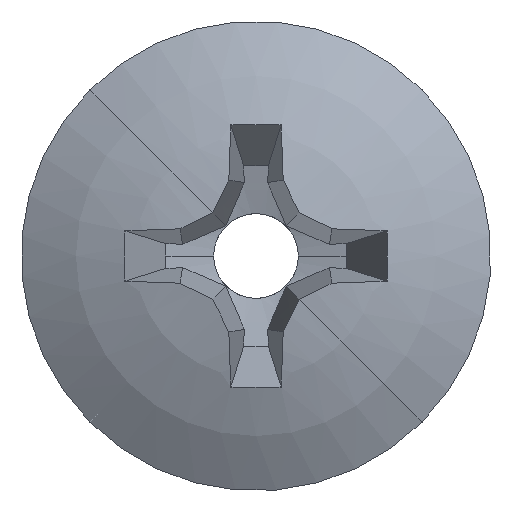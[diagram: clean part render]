
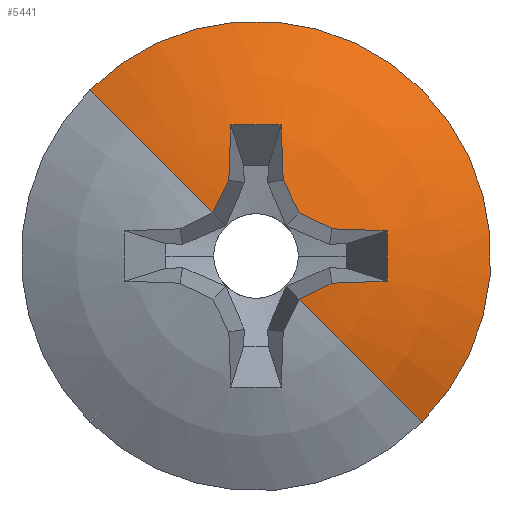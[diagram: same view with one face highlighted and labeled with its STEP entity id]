
A CAD part, left-side view. The second image highlights one B-rep face of the part: STEP entity #5441.
In plain terms, the highlighted spherical face has radius 3.842 mm.
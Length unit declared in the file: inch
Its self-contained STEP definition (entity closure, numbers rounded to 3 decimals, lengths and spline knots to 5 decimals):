
#2332=CARTESIAN_POINT('',(0.09326,0.,0.));
#2333=DIRECTION('',(0.,0.,-1.));
#2334=DIRECTION('',(-0.847,-0.532,0.));
#2335=AXIS2_PLACEMENT_3D('',#2332,#2333,#2334);
#2342=CARTESIAN_POINT('',(0.09326,0.,0.));
#2343=DIRECTION('',(0.,0.,1.));
#2344=DIRECTION('',(-0.847,0.532,0.));
#2345=AXIS2_PLACEMENT_3D('',#2342,#2343,#2344);
#2473=CARTESIAN_POINT('',(-0.05544,-0.02502,
0.01187));
#2474=CARTESIAN_POINT('',(-0.05551,-0.02485,
0.01136));
#2475=CARTESIAN_POINT('',(-0.05565,-0.0245,
0.01034));
#2476=CARTESIAN_POINT('',(-0.05583,-0.02398,
0.00884));
#2477=CARTESIAN_POINT('',(-0.05599,-0.02346,
0.00734));
#2478=CARTESIAN_POINT('',(-0.05614,-0.02295,
0.00586));
#2479=CARTESIAN_POINT('',(-0.05627,-0.02243,
0.00439));
#2480=CARTESIAN_POINT('',(-0.05638,-0.02192,
0.00293));
#2481=CARTESIAN_POINT('',(-0.05647,-0.0214,
0.00147));
#2482=CARTESIAN_POINT('',(-0.05653,-0.02106,
0.00049));
#2483=CARTESIAN_POINT('',(-0.05655,-0.02088,0.));
#2485=CARTESIAN_POINT('',(0.0911,0.00973,
0.00973));
#2486=DIRECTION('',(-0.155,0.699,0.699));
#2487=DIRECTION('',(-0.973,-0.231,0.014));
#2488=AXIS2_PLACEMENT_3D('',#2485,#2486,#2487);
#2490=CARTESIAN_POINT('',(0.08185,0.0159,
-0.0159));
#2491=DIRECTION('',(-0.453,0.631,-0.631));
#2492=DIRECTION('',(-0.89,-0.36,0.279));
#2493=AXIS2_PLACEMENT_3D('',#2490,#2491,#2492);
#2495=CARTESIAN_POINT('',(0.0911,-0.00973,
-0.00973));
#2496=DIRECTION('',(0.155,0.699,0.699));
#2497=DIRECTION('',(-0.973,-0.014,0.231));
#2498=AXIS2_PLACEMENT_3D('',#2495,#2496,#2497);
#2500=CARTESIAN_POINT('',(-0.05655,0.,0.02088));
#2501=CARTESIAN_POINT('',(-0.05649,-0.00129,
0.02134));
#2502=CARTESIAN_POINT('',(-0.05632,-0.00385,
0.02225));
#2503=CARTESIAN_POINT('',(-0.05598,-0.00761,
0.02356));
#2504=CARTESIAN_POINT('',(-0.05564,-0.01041,
0.02452));
#2505=CARTESIAN_POINT('',(-0.05544,-0.01187,
0.02502));
#2507=CARTESIAN_POINT('',(-0.05544,0.01187,
0.02502));
#2508=CARTESIAN_POINT('',(-0.05564,0.0104,
0.02452));
#2509=CARTESIAN_POINT('',(-0.05598,0.00759,
0.02355));
#2510=CARTESIAN_POINT('',(-0.05633,0.00382,
0.02224));
#2511=CARTESIAN_POINT('',(-0.05649,0.00127,
0.02133));
#2512=CARTESIAN_POINT('',(-0.05655,0.,0.02088));
#2514=CARTESIAN_POINT('',(0.0911,0.00973,
-0.00973));
#2515=DIRECTION('',(0.155,-0.699,0.699));
#2516=DIRECTION('',(-0.943,0.106,0.316));
#2517=AXIS2_PLACEMENT_3D('',#2514,#2515,#2516);
#2519=CARTESIAN_POINT('',(0.08185,-0.0159,
-0.0159));
#2520=DIRECTION('',(0.453,0.631,0.631));
#2521=DIRECTION('',(-0.89,0.36,0.279));
#2522=AXIS2_PLACEMENT_3D('',#2519,#2520,#2521);
#2524=CARTESIAN_POINT('',(0.0911,-0.00973,
0.00973));
#2525=DIRECTION('',(0.155,0.699,-0.699));
#2526=DIRECTION('',(-0.973,0.231,0.014));
#2527=AXIS2_PLACEMENT_3D('',#2524,#2525,#2526);
#2529=CARTESIAN_POINT('',(-0.05655,0.02088,0.));
#2530=CARTESIAN_POINT('',(-0.05652,0.0211,
0.00062));
#2531=CARTESIAN_POINT('',(-0.05645,0.02153,
0.00183));
#2532=CARTESIAN_POINT('',(-0.05633,0.02215,
0.00358));
#2533=CARTESIAN_POINT('',(-0.05619,0.02274,
0.00528));
#2534=CARTESIAN_POINT('',(-0.05603,0.02332,
0.00694));
#2535=CARTESIAN_POINT('',(-0.05586,0.02389,
0.00858));
#2536=CARTESIAN_POINT('',(-0.05566,0.02446,
0.01022));
#2537=CARTESIAN_POINT('',(-0.05552,0.02483,
0.01132));
#2538=CARTESIAN_POINT('',(-0.05544,0.02502,
0.01187));
#2540=CARTESIAN_POINT('',(-0.0348,0.,0.));
#2541=DIRECTION('',(1.,0.,0.));
#2542=DIRECTION('',(0.,1.,0.));
#2543=AXIS2_PLACEMENT_3D('',#2540,#2541,#2542);
#2760=CARTESIAN_POINT('',(-0.0348,0.0805,0.));
#2762=VERTEX_POINT('',#2760);
#2764=CARTESIAN_POINT('',(-0.0348,-0.0805,0.));
#2766=VERTEX_POINT('',#2764);
#2825=VERTEX_POINT('',#2473);
#2826=VERTEX_POINT('',#2483);
#2827=CARTESIAN_POINT('',(-0.05092,-0.03783,
0.02568));
#2828=VERTEX_POINT('',#2827);
#2829=CARTESIAN_POINT('',(-0.05092,-0.02568,
0.03783));
#2830=VERTEX_POINT('',#2829);
#2831=CARTESIAN_POINT('',(-0.05544,-0.01187,
0.02502));
#2832=VERTEX_POINT('',#2831);
#2833=VERTEX_POINT('',#2500);
#2834=VERTEX_POINT('',#2507);
#2835=CARTESIAN_POINT('',(-0.05092,0.02568,
0.03783));
#2836=VERTEX_POINT('',#2835);
#2837=CARTESIAN_POINT('',(-0.05092,0.03783,
0.02568));
#2838=VERTEX_POINT('',#2837);
#2839=CARTESIAN_POINT('',(-0.05544,0.02502,
0.01187));
#2840=VERTEX_POINT('',#2839);
#2841=VERTEX_POINT('',#2529);
#5412=CARTESIAN_POINT('',(0.09326,0.,0.));
#5413=DIRECTION('',(1.,0.,0.));
#5414=DIRECTION('',(0.,-1.,0.));
#5415=AXIS2_PLACEMENT_3D('',#5412,#5413,#5414);
#5416=SPHERICAL_SURFACE('',#5415,0.15126);
#5418=ORIENTED_EDGE('',*,*,#5417,.F.);
#5420=ORIENTED_EDGE('',*,*,#5419,.T.);
#5422=ORIENTED_EDGE('',*,*,#5421,.T.);
#5424=ORIENTED_EDGE('',*,*,#5423,.F.);
#5426=ORIENTED_EDGE('',*,*,#5425,.F.);
#5428=ORIENTED_EDGE('',*,*,#5427,.F.);
#5430=ORIENTED_EDGE('',*,*,#5429,.F.);
#5432=ORIENTED_EDGE('',*,*,#5431,.F.);
#5434=ORIENTED_EDGE('',*,*,#5433,.F.);
#5435=ORIENTED_EDGE('',*,*,#5405,.F.);
#5436=ORIENTED_EDGE('',*,*,#5207,.F.);
#5437=ORIENTED_EDGE('',*,*,#5167,.T.);
#5438=ORIENTED_EDGE('',*,*,#5204,.T.);
#5439=EDGE_LOOP('',(#5418,#5420,#5422,#5424,#5426,#5428,#5430,#5432,#5434,#5435,
#5436,#5437,#5438));
#5440=FACE_OUTER_BOUND('',#5439,.F.);
#2336=CIRCLE('',#2335,0.15126);
#2346=CIRCLE('',#2345,0.15126);
#2484=B_SPLINE_CURVE_WITH_KNOTS('',3,(#2473,#2474,#2475,#2476,#2477,#2478,#2479,
#2480,#2481,#2482,#2483),.UNSPECIFIED.,.F.,.F.,(4,1,1,1,1,1,1,1,4),(0.,
0.125,0.25,0.375,0.5,0.625,0.75,0.875,1.),.UNSPECIFIED.);
#2489=CIRCLE('',#2488,0.15062);
#2494=CIRCLE('',#2493,0.14914);
#2499=CIRCLE('',#2498,0.15062);
#2506=B_SPLINE_CURVE_WITH_KNOTS('',3,(#2500,#2501,#2502,#2503,#2504,#2505),
.UNSPECIFIED.,.F.,.F.,(4,1,1,4),(0.,0.33333,0.66667,1.),
.UNSPECIFIED.);
#2513=B_SPLINE_CURVE_WITH_KNOTS('',3,(#2507,#2508,#2509,#2510,#2511,#2512),
.UNSPECIFIED.,.F.,.F.,(4,1,1,4),(0.,0.33333,0.66667,1.),
.UNSPECIFIED.);
#2518=CIRCLE('',#2517,0.15062);
#2523=CIRCLE('',#2522,0.14914);
#2528=CIRCLE('',#2527,0.15062);
#2539=B_SPLINE_CURVE_WITH_KNOTS('',3,(#2529,#2530,#2531,#2532,#2533,#2534,#2535,
#2536,#2537,#2538),.UNSPECIFIED.,.F.,.F.,(4,1,1,1,1,1,1,4),(0.,
0.14286,0.28571,0.42857,0.57143,
0.71429,0.85714,1.),.UNSPECIFIED.);
#2544=CIRCLE('',#2543,0.0805);
#5167=EDGE_CURVE('',#2762,#2766,#2544,.T.);
#5204=EDGE_CURVE('',#2766,#2826,#2336,.T.);
#5207=EDGE_CURVE('',#2762,#2841,#2346,.T.);
#5405=EDGE_CURVE('',#2841,#2840,#2539,.T.);
#5417=EDGE_CURVE('',#2825,#2826,#2484,.T.);
#5419=EDGE_CURVE('',#2825,#2828,#2489,.T.);
#5421=EDGE_CURVE('',#2828,#2830,#2494,.T.);
#5423=EDGE_CURVE('',#2832,#2830,#2499,.T.);
#5425=EDGE_CURVE('',#2833,#2832,#2506,.T.);
#5427=EDGE_CURVE('',#2834,#2833,#2513,.T.);
#5429=EDGE_CURVE('',#2836,#2834,#2518,.T.);
#5431=EDGE_CURVE('',#2838,#2836,#2523,.T.);
#5433=EDGE_CURVE('',#2840,#2838,#2528,.T.);
#5441=ADVANCED_FACE('',(#5440),#5416,.T.);
